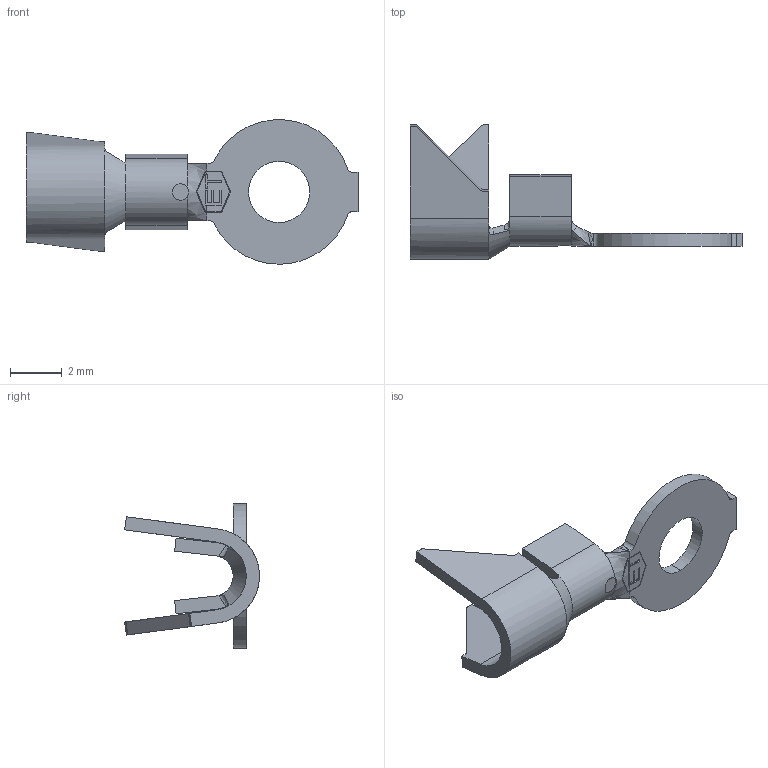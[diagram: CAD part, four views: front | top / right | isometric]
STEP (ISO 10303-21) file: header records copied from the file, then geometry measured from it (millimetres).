
FILE_DESCRIPTION (( 'STEP AP203' ), '1' );
FILE_NAME ('00179.STEP', '2015-02-06T12:56:13', ( '' ), ( '' ), 'SwSTEP 2.0', 'SolidWorks 2014', '' );
FILE_SCHEMA (( 'CONFIG_CONTROL_DESIGN' ));
Length unit declared in the file: inch
Products named in the file (1): 00179
Bounding box: 12.83 x 5.2 x 5.58 mm (x, y, z)
Volume: 33.7 mm3; surface area: 169.2 mm2
Topology: 1 solids, 1 shells, 141 faces, 390 edges, 250 vertices
Faces by surface type: plane 91, cylinder 25, bspline 19, cone 6
Entity records: 4852 total; most frequent: CARTESIAN_POINT 1344, ORIENTED_EDGE 776, DIRECTION 627, EDGE_CURVE 388, VECTOR 255, LINE 255, VERTEX_POINT 250, AXIS2_PLACEMENT_3D 186
